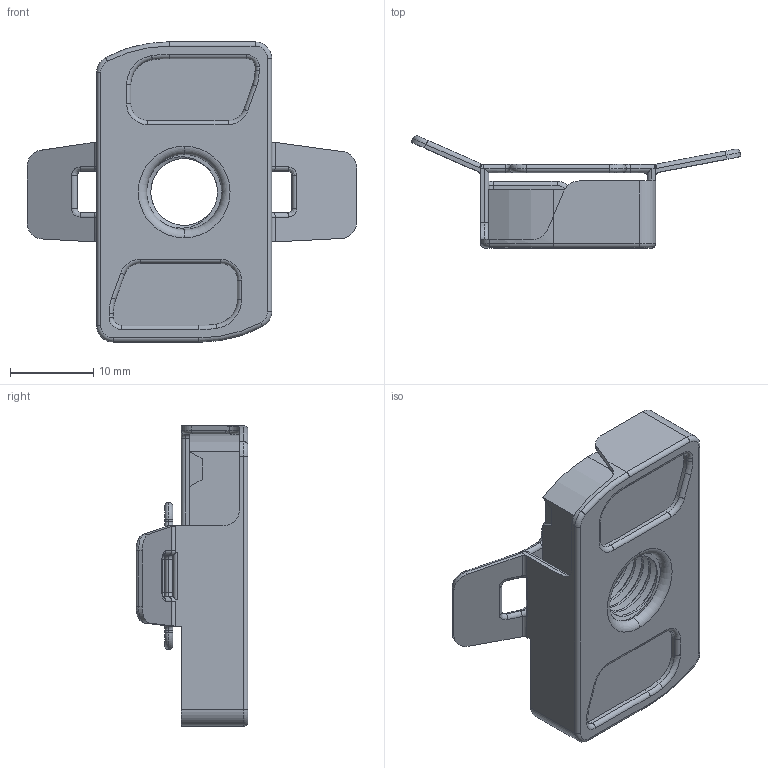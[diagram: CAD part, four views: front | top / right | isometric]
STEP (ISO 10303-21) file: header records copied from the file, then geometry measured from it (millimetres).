
FILE_DESCRIPTION (( 'STEP AP203' ), '1' );
FILE_NAME ('3D-R6640_M8_173486820.STEP', '2024-08-28T10:47:23', ( '' ), ( '' ), 'SwSTEP 2.0', 'SolidWorks 2024', '' );
FILE_SCHEMA (( 'CONFIG_CONTROL_DESIGN' ));
Length unit declared in the file: millimetre
Products named in the file (1): 3D-R6640_M8_173486820
Bounding box: 39.55 x 13.42 x 36 mm (x, y, z)
Volume: 4708.6 mm3; surface area: 5269 mm2
Topology: 2 solids, 2 shells, 359 faces, 918 edges, 562 vertices
Faces by surface type: plane 136, cylinder 132, torus 63, bspline 28
Entity records: 12585 total; most frequent: CARTESIAN_POINT 4024, ORIENTED_EDGE 1826, DIRECTION 1758, EDGE_CURVE 913, AXIS2_PLACEMENT_3D 628, VERTEX_POINT 562, LINE 502, VECTOR 502
